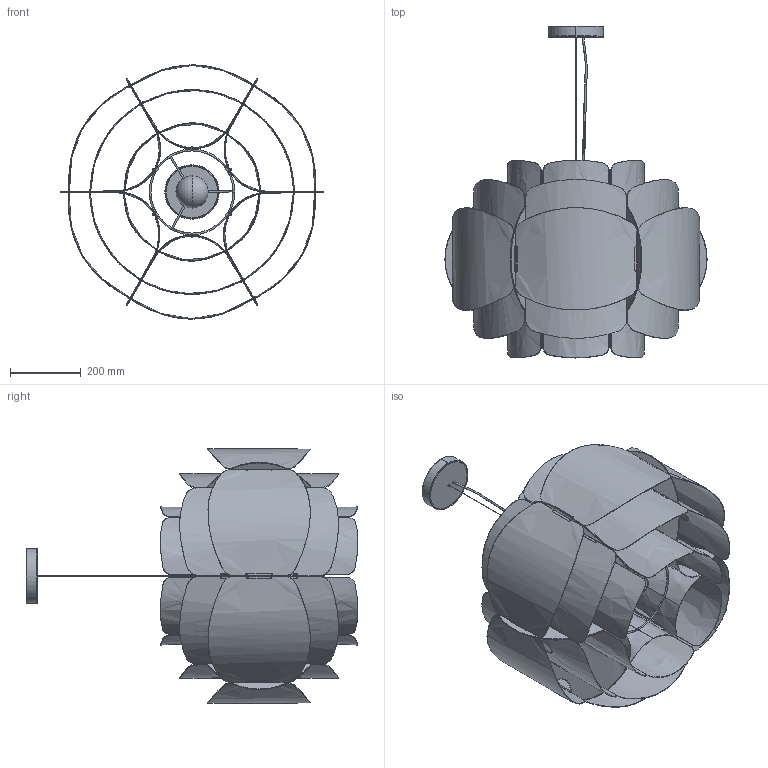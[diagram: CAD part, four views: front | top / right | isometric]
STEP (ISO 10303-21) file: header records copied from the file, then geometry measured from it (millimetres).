
FILE_DESCRIPTION (( 'STEP AP214' ), '1' );
FILE_NAME ('bella 76.STEP', '2022-03-21T20:39:22', ( '' ), ( '' ), 'SwSTEP 2.0', 'SolidWorks 2020', '' );
FILE_SCHEMA (( 'AUTOMOTIVE_DESIGN' ));
Length unit declared in the file: millimetre
Products named in the file (5): bella 76; LED Bulb; porta lamparas y lata; con foco
Assembly tree (4 placements, depth 3):
  bella 76
    bella 76
    con foco
      LED Bulb
      porta lamparas y lata
Bounding box: 743.07 x 940.28 x 719.71 mm (x, y, z)
Volume: 4928278.7 mm3; surface area: 11832712.9 mm2
Topology: 73 solids, 73 shells, 2215 faces, 6197 edges, 4003 vertices
Faces by surface type: plane 954, cylinder 937, bspline 242, torus 78, sphere 2, cone 2
Entity records: 155487 total; most frequent: CARTESIAN_POINT 83671, ORIENTED_EDGE 12384, DIRECTION 8832, EDGE_CURVE 6192, VERTEX_POINT 4000, AXIS2_PLACEMENT_3D 2991, VECTOR 2850, LINE 2850
